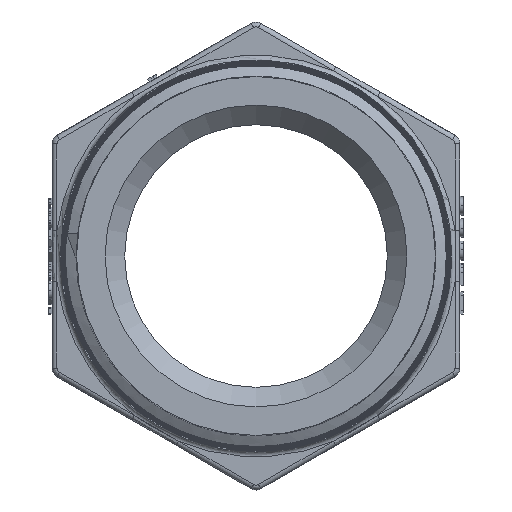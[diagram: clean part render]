
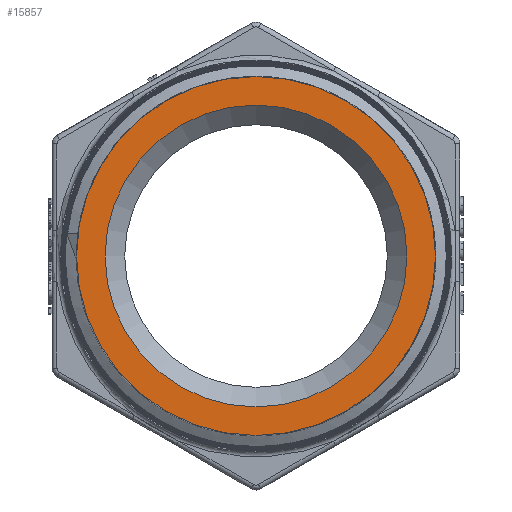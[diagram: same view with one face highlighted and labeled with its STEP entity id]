
A CAD part, left-side view. The second image highlights one B-rep face of the part: STEP entity #15857.
In plain terms, the highlighted planar face has unit normal (-1, 0, 0).
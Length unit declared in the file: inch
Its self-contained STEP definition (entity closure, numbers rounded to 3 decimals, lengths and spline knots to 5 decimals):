
#15823=CARTESIAN_POINT('',(0.0,0.925,0.0));
#15824=VERTEX_POINT('',#15823);
#15825=CARTESIAN_POINT('',(0.0,0.0,0.0));
#15826=DIRECTION('',(1.0,0.0,0.0));
#15827=DIRECTION('',(0.0,1.0,0.0));
#15828=AXIS2_PLACEMENT_3D('',#15825,#15826,#15827);
#15829=CIRCLE('',#15828,0.925);
#15830=EDGE_CURVE('',#15824,#15824,#15829,.T.);
#15838=CARTESIAN_POINT('',(0.0,1.0125,0.0));
#15839=DIRECTION('',(-1.0,0.0,0.0));
#15840=DIRECTION('',(0.0,0.0,1.0));
#15841=AXIS2_PLACEMENT_3D('',#15838,#15839,#15840);
#15842=PLANE('',#15841);
#15843=CARTESIAN_POINT('',(0.0,1.1,0.0));
#15844=VERTEX_POINT('',#15843);
#15845=CARTESIAN_POINT('',(0.0,0.0,0.0));
#15846=DIRECTION('',(1.0,0.0,0.0));
#15847=DIRECTION('',(0.0,1.0,0.0));
#15848=AXIS2_PLACEMENT_3D('',#15845,#15846,#15847);
#15849=CIRCLE('',#15848,1.1);
#15850=EDGE_CURVE('',#15844,#15844,#15849,.T.);
#15851=ORIENTED_EDGE('',*,*,#15850,.F.);
#15852=EDGE_LOOP('',(#15851));
#15853=FACE_OUTER_BOUND('',#15852,.T.);
#15854=ORIENTED_EDGE('',*,*,#15830,.T.);
#15855=EDGE_LOOP('',(#15854));
#15856=FACE_BOUND('',#15855,.T.);
#15857=ADVANCED_FACE('',(#15853,#15856),#15842,.T.);
